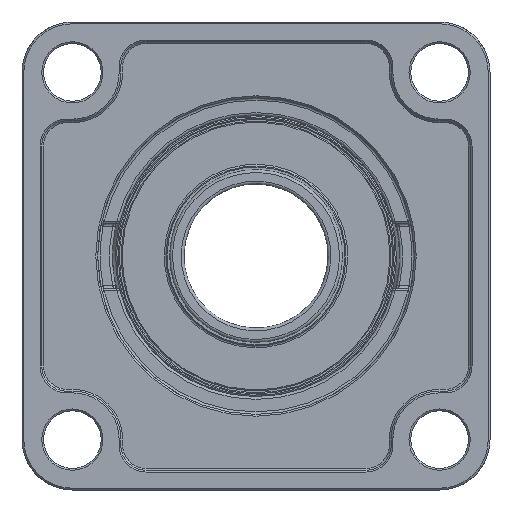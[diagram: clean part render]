
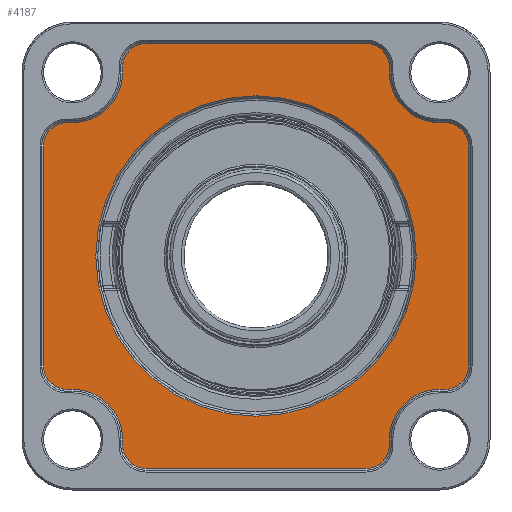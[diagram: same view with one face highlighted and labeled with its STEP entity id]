
A CAD part, front view. The second image highlights one B-rep face of the part: STEP entity #4187.
In plain terms, the highlighted planar face has unit normal (0, -1, 0).
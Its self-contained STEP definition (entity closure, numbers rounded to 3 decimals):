
#55=FACE_BOUND('',#1220,.T.);
#142=PLANE('',#4585);
#265=LINE('',#7205,#495);
#266=LINE('',#7213,#496);
#267=LINE('',#7221,#497);
#268=LINE('',#7229,#498);
#495=VECTOR('',#5314,10.);
#496=VECTOR('',#5321,10.);
#497=VECTOR('',#5328,10.);
#498=VECTOR('',#5335,10.);
#937=FACE_OUTER_BOUND('',#1219,.T.);
#1219=EDGE_LOOP('',(#3063,#3064,#3065,#3066,#3067,#3068,#3069,#3070,#3071,
#3072,#3073,#3074,#3075,#3076,#3077,#3078));
#1220=EDGE_LOOP('',(#3079));
#1537=CIRCLE('',#4584,44.5);
#1538=CIRCLE('',#4586,6.5);
#1539=CIRCLE('',#4587,14.);
#1540=CIRCLE('',#4588,6.5);
#1541=CIRCLE('',#4589,6.5);
#1542=CIRCLE('',#4590,14.);
#1543=CIRCLE('',#4591,6.5);
#1544=CIRCLE('',#4592,6.5);
#1545=CIRCLE('',#4593,14.);
#1546=CIRCLE('',#4594,6.5);
#1547=CIRCLE('',#4595,6.5);
#1548=CIRCLE('',#4596,14.);
#1549=CIRCLE('',#4597,6.5);
#1884=VERTEX_POINT('',#7199);
#1885=VERTEX_POINT('',#7203);
#1886=VERTEX_POINT('',#7204);
#1887=VERTEX_POINT('',#7206);
#1888=VERTEX_POINT('',#7208);
#1889=VERTEX_POINT('',#7210);
#1890=VERTEX_POINT('',#7212);
#1891=VERTEX_POINT('',#7214);
#1892=VERTEX_POINT('',#7216);
#1893=VERTEX_POINT('',#7218);
#1894=VERTEX_POINT('',#7220);
#1895=VERTEX_POINT('',#7222);
#1896=VERTEX_POINT('',#7224);
#1897=VERTEX_POINT('',#7226);
#1898=VERTEX_POINT('',#7228);
#1899=VERTEX_POINT('',#7230);
#1900=VERTEX_POINT('',#7232);
#2309=EDGE_CURVE('',#1884,#1884,#1537,.T.);
#2310=EDGE_CURVE('',#1885,#1886,#265,.T.);
#2311=EDGE_CURVE('',#1887,#1885,#1538,.T.);
#2312=EDGE_CURVE('',#1888,#1887,#1539,.T.);
#2313=EDGE_CURVE('',#1889,#1888,#1540,.T.);
#2314=EDGE_CURVE('',#1890,#1889,#266,.T.);
#2315=EDGE_CURVE('',#1891,#1890,#1541,.T.);
#2316=EDGE_CURVE('',#1892,#1891,#1542,.T.);
#2317=EDGE_CURVE('',#1893,#1892,#1543,.T.);
#2318=EDGE_CURVE('',#1894,#1893,#267,.T.);
#2319=EDGE_CURVE('',#1895,#1894,#1544,.T.);
#2320=EDGE_CURVE('',#1896,#1895,#1545,.T.);
#2321=EDGE_CURVE('',#1897,#1896,#1546,.T.);
#2322=EDGE_CURVE('',#1898,#1897,#268,.T.);
#2323=EDGE_CURVE('',#1899,#1898,#1547,.T.);
#2324=EDGE_CURVE('',#1900,#1899,#1548,.T.);
#2325=EDGE_CURVE('',#1886,#1900,#1549,.T.);
#3063=ORIENTED_EDGE('',*,*,#2310,.F.);
#3064=ORIENTED_EDGE('',*,*,#2311,.F.);
#3065=ORIENTED_EDGE('',*,*,#2312,.F.);
#3066=ORIENTED_EDGE('',*,*,#2313,.F.);
#3067=ORIENTED_EDGE('',*,*,#2314,.F.);
#3068=ORIENTED_EDGE('',*,*,#2315,.F.);
#3069=ORIENTED_EDGE('',*,*,#2316,.F.);
#3070=ORIENTED_EDGE('',*,*,#2317,.F.);
#3071=ORIENTED_EDGE('',*,*,#2318,.F.);
#3072=ORIENTED_EDGE('',*,*,#2319,.F.);
#3073=ORIENTED_EDGE('',*,*,#2320,.F.);
#3074=ORIENTED_EDGE('',*,*,#2321,.F.);
#3075=ORIENTED_EDGE('',*,*,#2322,.F.);
#3076=ORIENTED_EDGE('',*,*,#2323,.F.);
#3077=ORIENTED_EDGE('',*,*,#2324,.F.);
#3078=ORIENTED_EDGE('',*,*,#2325,.F.);
#3079=ORIENTED_EDGE('',*,*,#2309,.F.);
#4187=ADVANCED_FACE('',(#937,#55),#142,.T.);
#4584=AXIS2_PLACEMENT_3D('',#7201,#5310,#5311);
#4585=AXIS2_PLACEMENT_3D('',#7202,#5312,#5313);
#4586=AXIS2_PLACEMENT_3D('',#7207,#5315,#5316);
#4587=AXIS2_PLACEMENT_3D('',#7209,#5317,#5318);
#4588=AXIS2_PLACEMENT_3D('',#7211,#5319,#5320);
#4589=AXIS2_PLACEMENT_3D('',#7215,#5322,#5323);
#4590=AXIS2_PLACEMENT_3D('',#7217,#5324,#5325);
#4591=AXIS2_PLACEMENT_3D('',#7219,#5326,#5327);
#4592=AXIS2_PLACEMENT_3D('',#7223,#5329,#5330);
#4593=AXIS2_PLACEMENT_3D('',#7225,#5331,#5332);
#4594=AXIS2_PLACEMENT_3D('',#7227,#5333,#5334);
#4595=AXIS2_PLACEMENT_3D('',#7231,#5336,#5337);
#4596=AXIS2_PLACEMENT_3D('',#7233,#5338,#5339);
#4597=AXIS2_PLACEMENT_3D('',#7234,#5340,#5341);
#5310=DIRECTION('center_axis',(0.,-1.,0.));
#5311=DIRECTION('ref_axis',(-1.,0.,0.));
#5312=DIRECTION('center_axis',(0.,-1.,0.));
#5313=DIRECTION('ref_axis',(0.,0.,-1.));
#5314=DIRECTION('',(1.,0.,0.));
#5315=DIRECTION('center_axis',(0.,1.,0.));
#5316=DIRECTION('ref_axis',(-0.733,0.,0.681));
#5317=DIRECTION('center_axis',(0.,-1.,0.));
#5318=DIRECTION('ref_axis',(1.,0.,0.));
#5319=DIRECTION('center_axis',(0.,1.,0.));
#5320=DIRECTION('ref_axis',(-0.681,0.,0.733));
#5321=DIRECTION('',(0.,0.,1.));
#5322=DIRECTION('center_axis',(0.,1.,0.));
#5323=DIRECTION('ref_axis',(-0.681,0.,-0.733));
#5324=DIRECTION('center_axis',(0.,-1.,0.));
#5325=DIRECTION('ref_axis',(1.,0.,0.));
#5326=DIRECTION('center_axis',(0.,1.,0.));
#5327=DIRECTION('ref_axis',(-0.733,0.,-0.681));
#5328=DIRECTION('',(-1.,0.,0.));
#5329=DIRECTION('center_axis',(0.,1.,0.));
#5330=DIRECTION('ref_axis',(0.733,0.,-0.681));
#5331=DIRECTION('center_axis',(0.,-1.,0.));
#5332=DIRECTION('ref_axis',(-1.,0.,0.));
#5333=DIRECTION('center_axis',(0.,1.,0.));
#5334=DIRECTION('ref_axis',(0.681,0.,-0.733));
#5335=DIRECTION('',(0.,0.,-1.));
#5336=DIRECTION('center_axis',(0.,1.,0.));
#5337=DIRECTION('ref_axis',(0.681,0.,0.733));
#5338=DIRECTION('center_axis',(0.,-1.,0.));
#5339=DIRECTION('ref_axis',(-1.,0.,0.));
#5340=DIRECTION('center_axis',(0.,1.,0.));
#5341=DIRECTION('ref_axis',(0.733,0.,0.681));
#7199=CARTESIAN_POINT('',(44.5,6.,0.));
#7201=CARTESIAN_POINT('Origin',(0.,6.,0.));
#7202=CARTESIAN_POINT('Origin',(0.,6.,0.));
#7203=CARTESIAN_POINT('',(-30.555,6.,59.));
#7204=CARTESIAN_POINT('',(30.555,6.,59.));
#7205=CARTESIAN_POINT('',(-20.256,6.,59.));
#7206=CARTESIAN_POINT('',(-37.038,6.,52.024));
#7207=CARTESIAN_POINT('Origin',(-30.555,6.,52.5));
#7208=CARTESIAN_POINT('',(-52.024,6.,37.038));
#7209=CARTESIAN_POINT('Origin',(-51.,6.,51.));
#7210=CARTESIAN_POINT('',(-59.,6.,30.555));
#7211=CARTESIAN_POINT('Origin',(-52.5,6.,30.555));
#7212=CARTESIAN_POINT('',(-59.,6.,-30.555));
#7213=CARTESIAN_POINT('',(-59.,6.,-20.256));
#7214=CARTESIAN_POINT('',(-52.024,6.,-37.038));
#7215=CARTESIAN_POINT('Origin',(-52.5,6.,-30.555));
#7216=CARTESIAN_POINT('',(-37.038,6.,-52.024));
#7217=CARTESIAN_POINT('Origin',(-51.,6.,-51.));
#7218=CARTESIAN_POINT('',(-30.555,6.,-59.));
#7219=CARTESIAN_POINT('Origin',(-30.555,6.,-52.5));
#7220=CARTESIAN_POINT('',(30.555,6.,-59.));
#7221=CARTESIAN_POINT('',(20.256,6.,-59.));
#7222=CARTESIAN_POINT('',(37.038,6.,-52.024));
#7223=CARTESIAN_POINT('Origin',(30.555,6.,-52.5));
#7224=CARTESIAN_POINT('',(52.024,6.,-37.038));
#7225=CARTESIAN_POINT('Origin',(51.,6.,-51.));
#7226=CARTESIAN_POINT('',(59.,6.,-30.555));
#7227=CARTESIAN_POINT('Origin',(52.5,6.,-30.555));
#7228=CARTESIAN_POINT('',(59.,6.,30.555));
#7229=CARTESIAN_POINT('',(59.,6.,20.256));
#7230=CARTESIAN_POINT('',(52.024,6.,37.038));
#7231=CARTESIAN_POINT('Origin',(52.5,6.,30.555));
#7232=CARTESIAN_POINT('',(37.038,6.,52.024));
#7233=CARTESIAN_POINT('Origin',(51.,6.,51.));
#7234=CARTESIAN_POINT('Origin',(30.555,6.,52.5));
